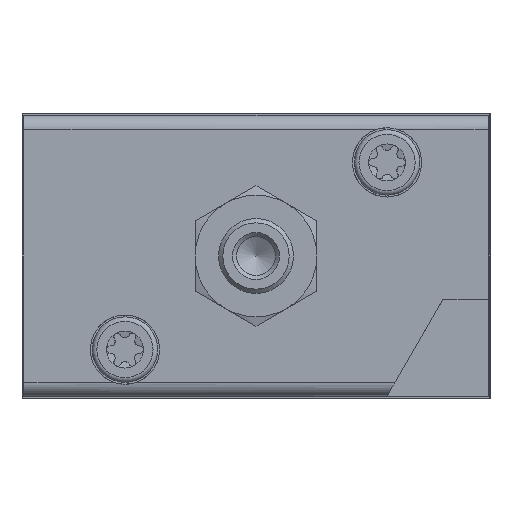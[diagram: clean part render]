
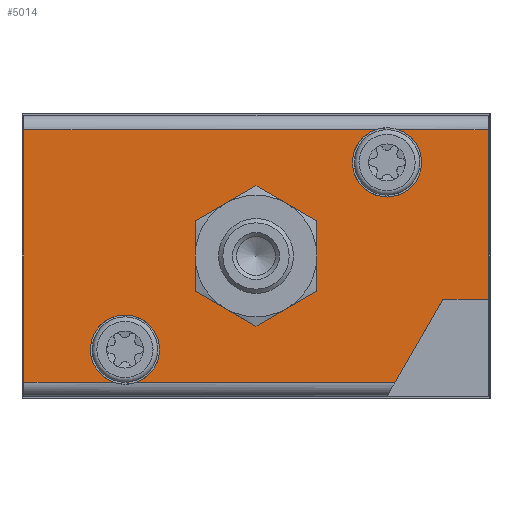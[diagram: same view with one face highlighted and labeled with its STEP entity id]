
A CAD part, left-side view. The second image highlights one B-rep face of the part: STEP entity #5014.
In plain terms, the highlighted planar face has unit normal (-1, 0, 0).
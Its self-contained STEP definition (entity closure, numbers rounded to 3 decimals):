
#28=PLANE('',#5394);
#175=LINE('',#8025,#512);
#177=LINE('',#8033,#514);
#181=LINE('',#8059,#518);
#183=LINE('',#8067,#520);
#194=LINE('',#8184,#531);
#195=LINE('',#8186,#532);
#196=LINE('',#8188,#533);
#197=LINE('',#8190,#534);
#512=VECTOR('',#5977,1000.);
#514=VECTOR('',#5983,1000.);
#518=VECTOR('',#5995,1000.);
#520=VECTOR('',#6001,1000.);
#531=VECTOR('',#6068,1000.);
#532=VECTOR('',#6069,1000.);
#533=VECTOR('',#6070,1000.);
#534=VECTOR('',#6073,1000.);
#997=CIRCLE('',#5395,3.7);
#998=CIRCLE('',#5396,3.7);
#999=CIRCLE('',#5397,6.5);
#1000=CIRCLE('',#5398,6.5);
#1001=CIRCLE('',#5399,6.5);
#1002=CIRCLE('',#5400,6.5);
#1003=CIRCLE('',#5401,6.5);
#1004=CIRCLE('',#5402,6.5);
#1398=ORIENTED_EDGE('',*,*,#2898,.T.);
#1399=ORIENTED_EDGE('',*,*,#2847,.T.);
#1400=ORIENTED_EDGE('',*,*,#2899,.T.);
#1401=ORIENTED_EDGE('',*,*,#2900,.T.);
#1402=ORIENTED_EDGE('',*,*,#2901,.F.);
#1403=ORIENTED_EDGE('',*,*,#2855,.F.);
#1404=ORIENTED_EDGE('',*,*,#2902,.T.);
#1405=ORIENTED_EDGE('',*,*,#2859,.F.);
#1406=ORIENTED_EDGE('',*,*,#2903,.T.);
#1407=ORIENTED_EDGE('',*,*,#2843,.T.);
#1408=ORIENTED_EDGE('',*,*,#2904,.F.);
#1409=ORIENTED_EDGE('',*,*,#2905,.F.);
#1410=ORIENTED_EDGE('',*,*,#2906,.F.);
#1411=ORIENTED_EDGE('',*,*,#2907,.F.);
#1412=ORIENTED_EDGE('',*,*,#2908,.F.);
#1413=ORIENTED_EDGE('',*,*,#2909,.F.);
#2843=EDGE_CURVE('',#3571,#3569,#175,.T.);
#2847=EDGE_CURVE('',#3570,#3574,#177,.T.);
#2855=EDGE_CURVE('',#3581,#3583,#181,.T.);
#2859=EDGE_CURVE('',#3586,#3582,#183,.T.);
#2898=EDGE_CURVE('',#3569,#3570,#997,.T.);
#2899=EDGE_CURVE('',#3574,#3617,#194,.T.);
#2900=EDGE_CURVE('',#3617,#3618,#195,.T.);
#2901=EDGE_CURVE('',#3583,#3618,#196,.T.);
#2902=EDGE_CURVE('',#3581,#3582,#998,.T.);
#2903=EDGE_CURVE('',#3586,#3571,#197,.T.);
#2904=EDGE_CURVE('',#3619,#3620,#999,.F.);
#2905=EDGE_CURVE('',#3621,#3619,#1000,.F.);
#2906=EDGE_CURVE('',#3622,#3621,#1001,.F.);
#2907=EDGE_CURVE('',#3623,#3622,#1002,.F.);
#2908=EDGE_CURVE('',#3624,#3623,#1003,.F.);
#2909=EDGE_CURVE('',#3620,#3624,#1004,.F.);
#3569=VERTEX_POINT('',#8023);
#3570=VERTEX_POINT('',#8024);
#3571=VERTEX_POINT('',#8026);
#3574=VERTEX_POINT('',#8032);
#3581=VERTEX_POINT('',#8057);
#3582=VERTEX_POINT('',#8058);
#3583=VERTEX_POINT('',#8060);
#3586=VERTEX_POINT('',#8066);
#3617=VERTEX_POINT('',#8185);
#3618=VERTEX_POINT('',#8187);
#3619=VERTEX_POINT('',#8192);
#3620=VERTEX_POINT('',#8193);
#3621=VERTEX_POINT('',#8195);
#3622=VERTEX_POINT('',#8197);
#3623=VERTEX_POINT('',#8199);
#3624=VERTEX_POINT('',#8201);
#4162=EDGE_LOOP('',(#1398,#1399,#1400,#1401,#1402,#1403,#1404,#1405,#1406,
#1407));
#4163=EDGE_LOOP('',(#1408,#1409,#1410,#1411,#1412,#1413));
#4555=FACE_BOUND('',#4162,.T.);
#4556=FACE_BOUND('',#4163,.T.);
#5014=ADVANCED_FACE('',(#4555,#4556),#28,.F.);
#5394=AXIS2_PLACEMENT_3D('',#8182,#6064,#6065);
#5395=AXIS2_PLACEMENT_3D('',#8183,#6066,#6067);
#5396=AXIS2_PLACEMENT_3D('',#8189,#6071,#6072);
#5397=AXIS2_PLACEMENT_3D('',#8191,#6074,#6075);
#5398=AXIS2_PLACEMENT_3D('',#8194,#6076,#6077);
#5399=AXIS2_PLACEMENT_3D('',#8196,#6078,#6079);
#5400=AXIS2_PLACEMENT_3D('',#8198,#6080,#6081);
#5401=AXIS2_PLACEMENT_3D('',#8200,#6082,#6083);
#5402=AXIS2_PLACEMENT_3D('',#8202,#6084,#6085);
#5977=DIRECTION('',(0.,-1.,0.));
#5983=DIRECTION('',(0.,-1.,0.));
#5995=DIRECTION('',(0.,-1.,0.));
#6001=DIRECTION('',(0.,-1.,0.));
#6064=DIRECTION('',(1.,0.,0.));
#6065=DIRECTION('',(0.,0.,-1.));
#6066=DIRECTION('',(1.,0.,0.));
#6067=DIRECTION('',(0.,0.,-1.));
#6068=DIRECTION('',(0.,-0.5,0.866));
#6069=DIRECTION('',(0.,-1.,0.));
#6070=DIRECTION('',(0.,0.,-1.));
#6071=DIRECTION('',(1.,0.,0.));
#6072=DIRECTION('',(0.,0.,-1.));
#6073=DIRECTION('',(0.,0.,-1.));
#6074=DIRECTION('',(1.,0.,0.));
#6075=DIRECTION('',(0.,0.,-1.));
#6076=DIRECTION('',(1.,0.,0.));
#6077=DIRECTION('',(0.,0.,-1.));
#6078=DIRECTION('',(1.,0.,0.));
#6079=DIRECTION('',(0.,0.,-1.));
#6080=DIRECTION('',(1.,0.,0.));
#6081=DIRECTION('',(0.,0.,-1.));
#6082=DIRECTION('',(1.,0.,0.));
#6083=DIRECTION('',(0.,0.,-1.));
#6084=DIRECTION('',(1.,0.,0.));
#6085=DIRECTION('',(0.,0.,-1.));
#8023=CARTESIAN_POINT('',(-67.,40.2,-13.5));
#8024=CARTESIAN_POINT('',(-67.,37.8,-13.5));
#8025=CARTESIAN_POINT('',(-67.,50.,-13.5));
#8026=CARTESIAN_POINT('',(-67.,49.8,-13.5));
#8032=CARTESIAN_POINT('',(-67.,10.162,-13.5));
#8033=CARTESIAN_POINT('',(-67.,50.,-13.5));
#8057=CARTESIAN_POINT('',(-67.,9.8,13.5));
#8058=CARTESIAN_POINT('',(-67.,12.2,13.5));
#8059=CARTESIAN_POINT('',(-67.,50.,13.5));
#8060=CARTESIAN_POINT('',(-67.,0.2,13.5));
#8066=CARTESIAN_POINT('',(-67.,49.8,13.5));
#8067=CARTESIAN_POINT('',(-67.,50.,13.5));
#8182=CARTESIAN_POINT('',(-67.,49.8,15.2));
#8183=CARTESIAN_POINT('',(-67.,39.,-10.));
#8184=CARTESIAN_POINT('',(-67.,11.028,-15.));
#8185=CARTESIAN_POINT('',(-67.,5.028,-4.608));
#8186=CARTESIAN_POINT('',(-67.,5.028,-4.608));
#8187=CARTESIAN_POINT('',(-67.,0.2,-4.608));
#8188=CARTESIAN_POINT('',(-67.,0.2,15.2));
#8189=CARTESIAN_POINT('',(-67.,11.,10.));
#8190=CARTESIAN_POINT('',(-67.,49.8,15.2));
#8191=CARTESIAN_POINT('',(-67.,25.,0.));
#8192=CARTESIAN_POINT('',(-67.,18.5,0.));
#8193=CARTESIAN_POINT('',(-67.,21.75,5.629));
#8194=CARTESIAN_POINT('',(-67.,25.,0.));
#8195=CARTESIAN_POINT('',(-67.,21.75,-5.629));
#8196=CARTESIAN_POINT('',(-67.,25.,0.));
#8197=CARTESIAN_POINT('',(-67.,28.25,-5.629));
#8198=CARTESIAN_POINT('',(-67.,25.,0.));
#8199=CARTESIAN_POINT('',(-67.,31.5,0.));
#8200=CARTESIAN_POINT('',(-67.,25.,0.));
#8201=CARTESIAN_POINT('',(-67.,28.25,5.629));
#8202=CARTESIAN_POINT('',(-67.,25.,0.));
